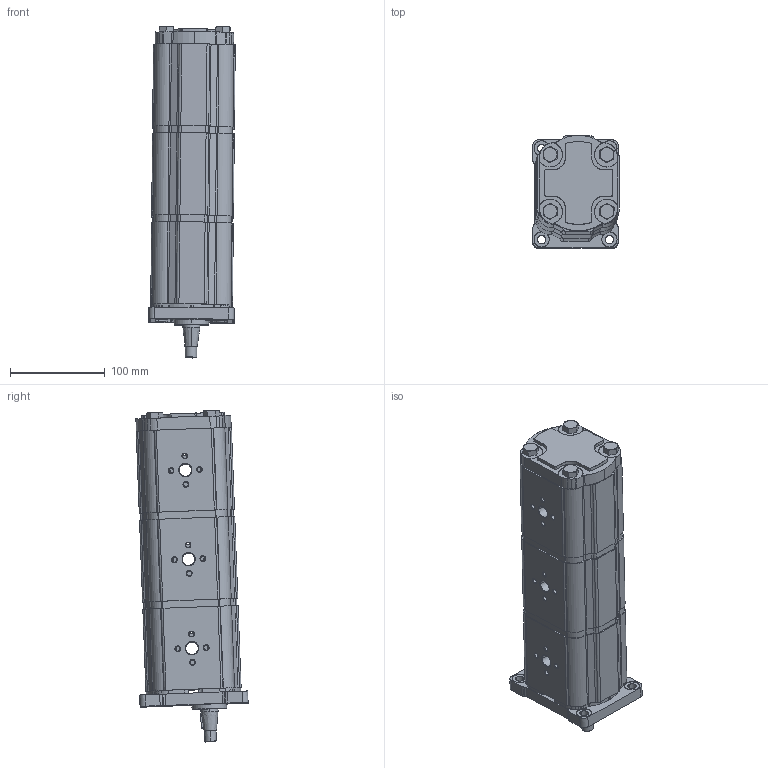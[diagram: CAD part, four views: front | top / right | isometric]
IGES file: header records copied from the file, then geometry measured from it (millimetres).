
Start section: SolidWorks IGES file using analytic representation for surfaces
Global section: file name: OT200 P25+25+25 S-P28 P2.igs; native system: SolidWorks 2014; preprocessor: SolidWorks 2014; author: serviziopdm; date: 150402.170832; units: millimetre
Bounding box: 91.26 x 118.33 x 350.14 mm (x, y, z)
Surface area: 164487.4 mm2 (no closed solid volume)
Topology: 0 solids, 0 shells, 607 faces, 9256 edges, 9254 vertices
Faces by surface type: revolution 470, bspline 137
